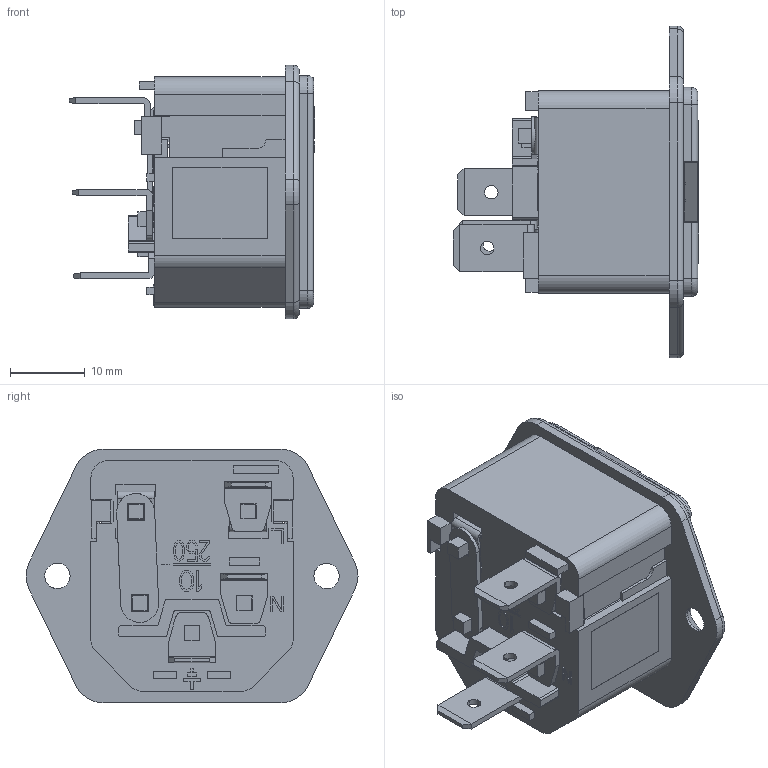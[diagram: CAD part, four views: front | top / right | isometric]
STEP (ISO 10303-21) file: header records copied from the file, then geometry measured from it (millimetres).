
FILE_DESCRIPTION(('STEP AP242'),'1');
FILE_NAME('pf0001-63.stp','2023-02-22T09:19:09',('TraceParts'),('TraceParts S.A.'),'Spatial InterOp 3D',' ',' ');
FILE_SCHEMA(('AP242_MANAGED_MODEL_BASED_3D_ENGINEERING_MIM_LF {1 0 10303 442 1 1 4}'));
Length unit declared in the file: millimetre
Products named in the file (1): pf0001-63_1
Bounding box: 32.78 x 44.4 x 33.91 mm (x, y, z)
Volume: 8629.9 mm3; surface area: 12091.6 mm2
Topology: 2 solids, 2 shells, 1342 faces, 3904 edges, 2583 vertices
Faces by surface type: plane 1171, cylinder 157, torus 10, cone 4
Entity records: 50238 total; most frequent: CARTESIAN_POINT 7925, ORIENTED_EDGE 7808, DIRECTION 6959, EDGE_CURVE 3904, LINE 3523, VECTOR 3523, VERTEX_POINT 2583, AXIS2_PLACEMENT_3D 1718
